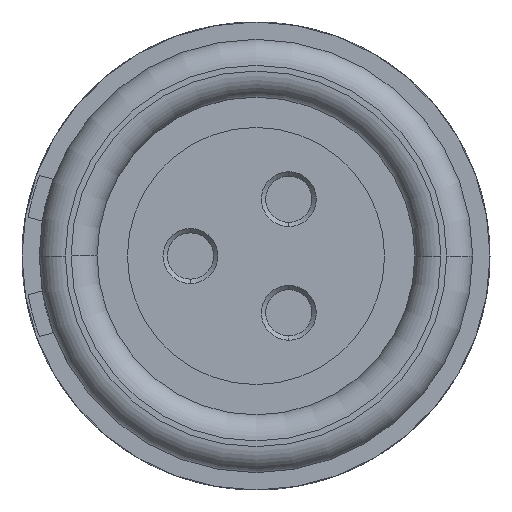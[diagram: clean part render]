
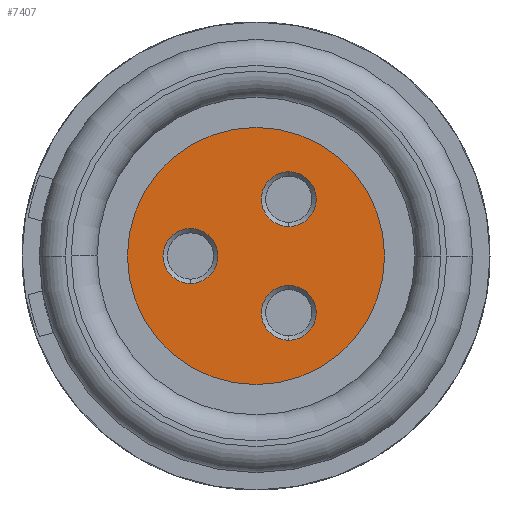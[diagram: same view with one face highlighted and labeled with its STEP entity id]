
A CAD part, left-side view. The second image highlights one B-rep face of the part: STEP entity #7407.
In plain terms, the highlighted planar face has unit normal (-1, 0, 0).
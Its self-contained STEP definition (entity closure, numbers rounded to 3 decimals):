
#3992=CARTESIAN_POINT('',(-12.5,0.,0.));
#3993=DIRECTION('',(-1.,0.,0.));
#3994=DIRECTION('',(0.,0.,1.));
#3995=AXIS2_PLACEMENT_3D('',#3992,#3993,#3994);
#3997=CARTESIAN_POINT('',(-12.5,0.,0.));
#3998=DIRECTION('',(-1.,0.,0.));
#3999=DIRECTION('',(0.,0.,-1.));
#4000=AXIS2_PLACEMENT_3D('',#3997,#3998,#3999);
#4002=CARTESIAN_POINT('',(-12.5,-1.135,-1.966));
#4003=DIRECTION('',(1.,0.,0.));
#4004=DIRECTION('',(0.,0.,-1.));
#4005=AXIS2_PLACEMENT_3D('',#4002,#4003,#4004);
#4007=CARTESIAN_POINT('',(-12.5,-1.135,-1.966));
#4008=DIRECTION('',(1.,0.,0.));
#4009=DIRECTION('',(0.,0.,1.));
#4010=AXIS2_PLACEMENT_3D('',#4007,#4008,#4009);
#4012=CARTESIAN_POINT('',(-12.5,2.27,0.));
#4013=DIRECTION('',(1.,0.,0.));
#4014=DIRECTION('',(0.,0.,-1.));
#4015=AXIS2_PLACEMENT_3D('',#4012,#4013,#4014);
#4017=CARTESIAN_POINT('',(-12.5,2.27,0.));
#4018=DIRECTION('',(1.,0.,0.));
#4019=DIRECTION('',(0.,0.,1.));
#4020=AXIS2_PLACEMENT_3D('',#4017,#4018,#4019);
#4022=CARTESIAN_POINT('',(-12.5,-1.135,1.966));
#4023=DIRECTION('',(1.,0.,0.));
#4024=DIRECTION('',(0.,0.,1.));
#4025=AXIS2_PLACEMENT_3D('',#4022,#4023,#4024);
#4027=CARTESIAN_POINT('',(-12.5,-1.135,1.966));
#4028=DIRECTION('',(1.,0.,0.));
#4029=DIRECTION('',(0.,0.,-1.));
#4030=AXIS2_PLACEMENT_3D('',#4027,#4028,#4029);
#4140=CARTESIAN_POINT('',(-12.5,0.,4.45));
#4141=CARTESIAN_POINT('',(-12.5,0.,-4.45));
#4142=VERTEX_POINT('',#4140);
#4143=VERTEX_POINT('',#4141);
#4236=CARTESIAN_POINT('',(-12.5,-1.135,-2.916));
#4237=CARTESIAN_POINT('',(-12.5,-1.135,-1.016));
#4238=VERTEX_POINT('',#4236);
#4239=VERTEX_POINT('',#4237);
#4244=CARTESIAN_POINT('',(-12.5,2.27,-0.95));
#4245=CARTESIAN_POINT('',(-12.5,2.27,0.95));
#4246=VERTEX_POINT('',#4244);
#4247=VERTEX_POINT('',#4245);
#4252=CARTESIAN_POINT('',(-12.5,-1.135,2.916));
#4253=CARTESIAN_POINT('',(-12.5,-1.135,1.016));
#4254=VERTEX_POINT('',#4252);
#4255=VERTEX_POINT('',#4253);
#7380=CARTESIAN_POINT('',(-12.5,0.,0.));
#7381=DIRECTION('',(1.,0.,0.));
#7382=DIRECTION('',(0.,0.,-1.));
#7383=AXIS2_PLACEMENT_3D('',#7380,#7381,#7382);
#7384=PLANE('',#7383);
#7385=ORIENTED_EDGE('',*,*,#7362,.F.);
#7386=ORIENTED_EDGE('',*,*,#7373,.F.);
#7387=EDGE_LOOP('',(#7385,#7386));
#7388=FACE_OUTER_BOUND('',#7387,.F.);
#7390=ORIENTED_EDGE('',*,*,#7389,.F.);
#7392=ORIENTED_EDGE('',*,*,#7391,.F.);
#7393=EDGE_LOOP('',(#7390,#7392));
#7394=FACE_BOUND('',#7393,.F.);
#7396=ORIENTED_EDGE('',*,*,#7395,.F.);
#7398=ORIENTED_EDGE('',*,*,#7397,.F.);
#7399=EDGE_LOOP('',(#7396,#7398));
#7400=FACE_BOUND('',#7399,.F.);
#7402=ORIENTED_EDGE('',*,*,#7401,.F.);
#7404=ORIENTED_EDGE('',*,*,#7403,.F.);
#7405=EDGE_LOOP('',(#7402,#7404));
#7406=FACE_BOUND('',#7405,.F.);
#7407=ADVANCED_FACE('',(#7388,#7394,#7400,#7406),#7384,.F.);
#3996=CIRCLE('',#3995,4.45);
#4001=CIRCLE('',#4000,4.45);
#4006=CIRCLE('',#4005,0.95);
#4011=CIRCLE('',#4010,0.95);
#4016=CIRCLE('',#4015,0.95);
#4021=CIRCLE('',#4020,0.95);
#4026=CIRCLE('',#4025,0.95);
#4031=CIRCLE('',#4030,0.95);
#7362=EDGE_CURVE('',#4142,#4143,#3996,.T.);
#7373=EDGE_CURVE('',#4143,#4142,#4001,.T.);
#7389=EDGE_CURVE('',#4238,#4239,#4006,.T.);
#7391=EDGE_CURVE('',#4239,#4238,#4011,.T.);
#7395=EDGE_CURVE('',#4246,#4247,#4016,.T.);
#7397=EDGE_CURVE('',#4247,#4246,#4021,.T.);
#7401=EDGE_CURVE('',#4254,#4255,#4026,.T.);
#7403=EDGE_CURVE('',#4255,#4254,#4031,.T.);
